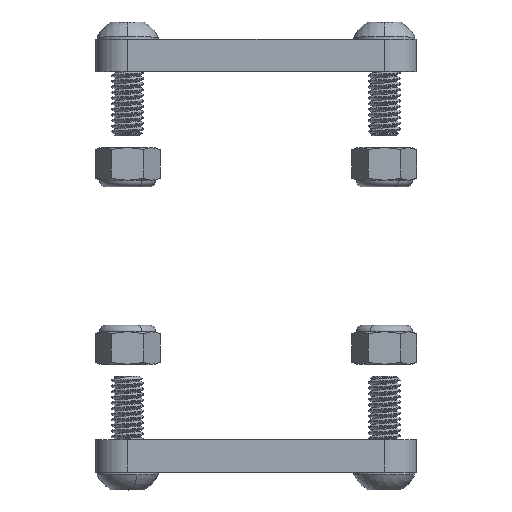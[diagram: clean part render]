
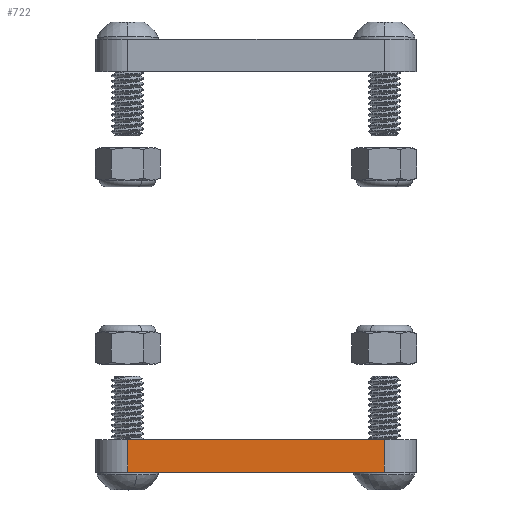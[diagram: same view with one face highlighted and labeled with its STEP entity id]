
A CAD part, top view. The second image highlights one B-rep face of the part: STEP entity #722.
In plain terms, the highlighted planar face has unit normal (0, 0, 1).
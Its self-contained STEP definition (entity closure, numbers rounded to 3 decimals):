
#109 = DIRECTION ( 'NONE',  ( 1., 0., 0. ) ) ;
#178 = ORIENTED_EDGE ( 'NONE', *, *, #12986, .T. ) ;
#483 = LINE ( 'NONE', #4757, #3223 ) ;
#498 = CARTESIAN_POINT ( 'NONE',  ( 0., 4., 23.42 ) ) ;
#600 = DIRECTION ( 'NONE',  ( 0., 0., -1. ) ) ;
#714 = VERTEX_POINT ( 'NONE', #14229 ) ;
#722 = ADVANCED_FACE ( 'NONE', ( #1292 ), #9632, .F. ) ;
#1221 = ORIENTED_EDGE ( 'NONE', *, *, #5509, .F. ) ;
#1292 = FACE_OUTER_BOUND ( 'NONE', #10826, .T. ) ;
#2651 = LINE ( 'NONE', #13253, #14031 ) ;
#3211 = LINE ( 'NONE', #9339, #12029 ) ;
#3223 = VECTOR ( 'NONE', #109, 1000. ) ;
#3396 = VECTOR ( 'NONE', #8268, 1000. ) ;
#3474 = DIRECTION ( 'NONE',  ( 0., -1., 0. ) ) ;
#4757 = CARTESIAN_POINT ( 'NONE',  ( 0., 0., 23.42 ) ) ;
#5089 = DIRECTION ( 'NONE',  ( -1., 0., 0. ) ) ;
#5509 = EDGE_CURVE ( 'NONE', #12614, #7701, #2651, .T. ) ;
#5988 = CARTESIAN_POINT ( 'NONE',  ( -12., 4., 23.42 ) ) ;
#7664 = VERTEX_POINT ( 'NONE', #12794 ) ;
#7701 = VERTEX_POINT ( 'NONE', #9186 ) ;
#8268 = DIRECTION ( 'NONE',  ( 0., 1., 0. ) ) ;
#8478 = EDGE_CURVE ( 'NONE', #7664, #714, #483, .T. ) ;
#8695 = ORIENTED_EDGE ( 'NONE', *, *, #8478, .T. ) ;
#9186 = CARTESIAN_POINT ( 'NONE',  ( 20., 4., 23.42 ) ) ;
#9339 = CARTESIAN_POINT ( 'NONE',  ( -12., 4., 23.42 ) ) ;
#9558 = ORIENTED_EDGE ( 'NONE', *, *, #14376, .T. ) ;
#9632 = PLANE ( 'NONE',  #13150 ) ;
#10826 = EDGE_LOOP ( 'NONE', ( #8695, #178, #1221, #9558 ) ) ;
#12029 = VECTOR ( 'NONE', #3474, 1000. ) ;
#12614 = VERTEX_POINT ( 'NONE', #5988 ) ;
#12794 = CARTESIAN_POINT ( 'NONE',  ( -12., 0., 23.42 ) ) ;
#12853 = CARTESIAN_POINT ( 'NONE',  ( 20., 4., 23.42 ) ) ;
#12943 = LINE ( 'NONE', #12853, #3396 ) ;
#12986 = EDGE_CURVE ( 'NONE', #714, #7701, #12943, .T. ) ;
#13150 = AXIS2_PLACEMENT_3D ( 'NONE', #498, #600, #5089 ) ;
#13253 = CARTESIAN_POINT ( 'NONE',  ( 0., 4., 23.42 ) ) ;
#14031 = VECTOR ( 'NONE', #14416, 1000. ) ;
#14229 = CARTESIAN_POINT ( 'NONE',  ( 20., 0., 23.42 ) ) ;
#14376 = EDGE_CURVE ( 'NONE', #12614, #7664, #3211, .T. ) ;
#14416 = DIRECTION ( 'NONE',  ( 1., 0., 0. ) ) ;
